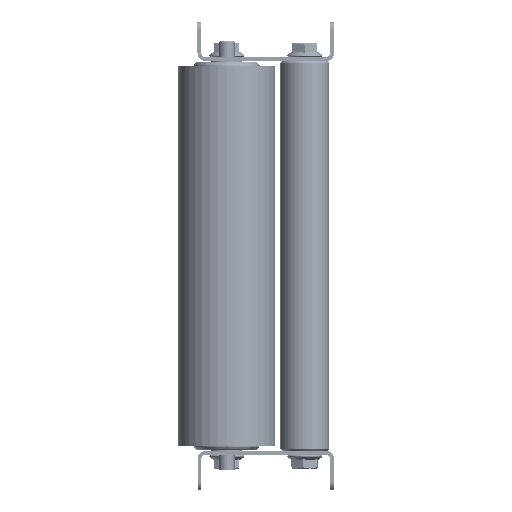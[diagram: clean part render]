
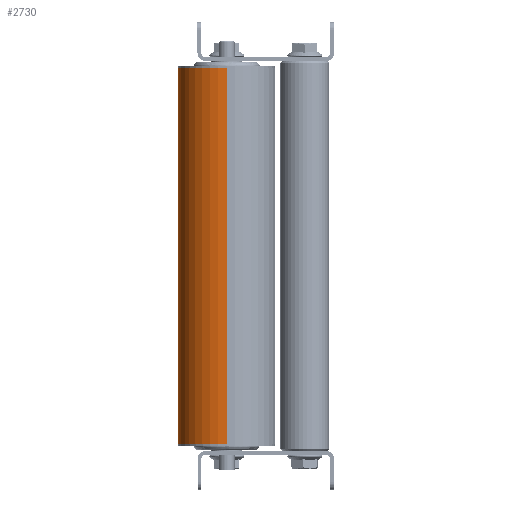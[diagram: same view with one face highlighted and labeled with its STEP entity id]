
A CAD part, left-side view. The second image highlights one B-rep face of the part: STEP entity #2730.
In plain terms, the highlighted cylindrical face has radius 25 mm (diameter 50 mm), a partial arc.
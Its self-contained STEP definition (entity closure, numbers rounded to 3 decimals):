
#333 = CARTESIAN_POINT ( 'NONE',  ( 0., 0., -25. ) ) ;
#344 = DIRECTION ( 'NONE',  ( 0., 0., -1. ) ) ;
#1352 = LINE ( 'NONE', #17786, #13597 ) ;
#2344 = DIRECTION ( 'NONE',  ( 0., 0., 1. ) ) ;
#2730 = ADVANCED_FACE ( 'Fl�che1', ( #18501 ), #18764, .T. ) ;
#3232 = EDGE_CURVE ( 'NONE', #8746, #25758, #35672, .T. ) ;
#7765 = EDGE_CURVE ( 'NONE', #29473, #25758, #11936, .T. ) ;
#8746 = VERTEX_POINT ( 'NONE', #333 ) ;
#11936 = LINE ( 'NONE', #49031, #40386 ) ;
#12527 = DIRECTION ( 'NONE',  ( 1., 0., 0. ) ) ;
#13597 = VECTOR ( 'NONE', #14057, 1000. ) ;
#14057 = DIRECTION ( 'NONE',  ( -1., 0., 0. ) ) ;
#14421 = CARTESIAN_POINT ( 'NONE',  ( 192.6, 0., -25. ) ) ;
#17786 = CARTESIAN_POINT ( 'NONE',  ( 192.6, 0., -25. ) ) ;
#18501 = FACE_OUTER_BOUND ( 'NONE', #35803, .T. ) ;
#18764 = CYLINDRICAL_SURFACE ( 'NONE', #25039, 25. ) ;
#20699 = DIRECTION ( 'NONE',  ( -1., 0., 0. ) ) ;
#21517 = CARTESIAN_POINT ( 'NONE',  ( 0., 0., 25. ) ) ;
#21851 = ORIENTED_EDGE ( 'NONE', *, *, #32317, .T. ) ;
#22269 = CARTESIAN_POINT ( 'NONE',  ( 0., 0., 0. ) ) ;
#23315 = DIRECTION ( 'NONE',  ( 1., 0., 0. ) ) ;
#24718 = AXIS2_PLACEMENT_3D ( 'NONE', #22269, #23315, #34442 ) ;
#25039 = AXIS2_PLACEMENT_3D ( 'NONE', #38626, #46574, #2344 ) ;
#25748 = EDGE_CURVE ( 'NONE', #30024, #29473, #28980, .T. ) ;
#25758 = VERTEX_POINT ( 'NONE', #21517 ) ;
#28980 = CIRCLE ( 'NONE', #34083, 25. ) ;
#29473 = VERTEX_POINT ( 'NONE', #40006 ) ;
#30024 = VERTEX_POINT ( 'NONE', #14421 ) ;
#30275 = ORIENTED_EDGE ( 'NONE', *, *, #7765, .F. ) ;
#32317 = EDGE_CURVE ( 'NONE', #30024, #8746, #1352, .T. ) ;
#32502 = ORIENTED_EDGE ( 'NONE', *, *, #3232, .T. ) ;
#34083 = AXIS2_PLACEMENT_3D ( 'NONE', #36615, #12527, #344 ) ;
#34442 = DIRECTION ( 'NONE',  ( 0., 0., -1. ) ) ;
#35672 = CIRCLE ( 'NONE', #24718, 25. ) ;
#35803 = EDGE_LOOP ( 'NONE', ( #39892, #21851, #32502, #30275 ) ) ;
#36615 = CARTESIAN_POINT ( 'NONE',  ( 192.6, 0., 0. ) ) ;
#38626 = CARTESIAN_POINT ( 'NONE',  ( 192.6, 0., 0. ) ) ;
#39892 = ORIENTED_EDGE ( 'NONE', *, *, #25748, .F. ) ;
#40006 = CARTESIAN_POINT ( 'NONE',  ( 192.6, 0., 25. ) ) ;
#40386 = VECTOR ( 'NONE', #20699, 1000. ) ;
#46574 = DIRECTION ( 'NONE',  ( -1., 0., 0. ) ) ;
#49031 = CARTESIAN_POINT ( 'NONE',  ( 192.6, 0., 25. ) ) ;
